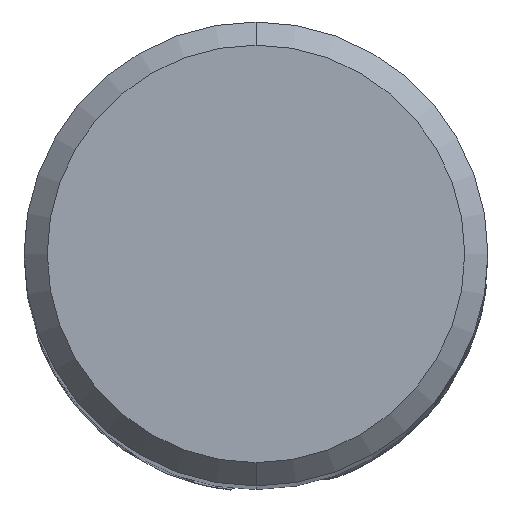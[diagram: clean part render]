
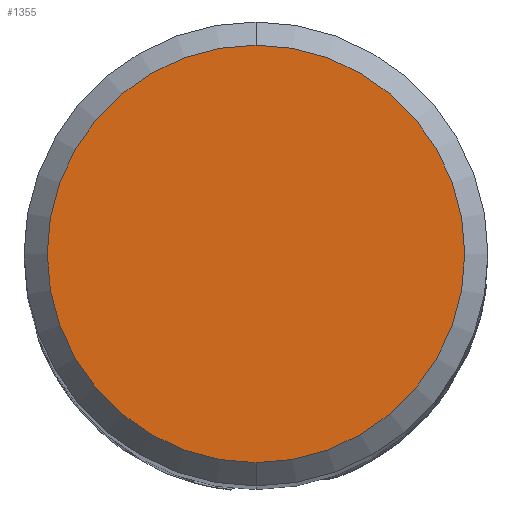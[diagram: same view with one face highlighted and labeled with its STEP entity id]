
A CAD part, top view. The second image highlights one B-rep face of the part: STEP entity #1355.
In plain terms, the highlighted planar face has unit normal (0, 0, 1).
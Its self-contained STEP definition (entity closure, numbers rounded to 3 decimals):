
#1007=EDGE_CURVE('',#1327,#1379,#2454,.T.);
#1217=EDGE_CURVE('',#1379,#1327,#2681,.T.);
#1327=VERTEX_POINT('',#2802);
#1355=ADVANCED_FACE('',(#2831),#2832,.T.);
#1379=VERTEX_POINT('',#2858);
#2454=CIRCLE('',#4852,3.6);
#2681=CIRCLE('',#5892,3.6);
#2802=CARTESIAN_POINT('',(0.,-3.6,0.0));
#2831=FACE_OUTER_BOUND('',#6648,.T.);
#2832=PLANE('',#6649);
#2858=CARTESIAN_POINT('',(0.0,3.6,0.0));
#4852=AXIS2_PLACEMENT_3D('',#12606,#12607,#12608);
#5892=AXIS2_PLACEMENT_3D('',#12824,#12825,#12826);
#6648=EDGE_LOOP('',(#12989,#12990));
#6649=AXIS2_PLACEMENT_3D('',#12991,#12992,#12993);
#12606=CARTESIAN_POINT('',(0.0,0.0,0.0));
#12607=DIRECTION('',(0.0,0.0,-1.0));
#12608=DIRECTION('',(0.0,1.0,0.0));
#12824=CARTESIAN_POINT('',(0.0,0.0,0.0));
#12825=DIRECTION('',(0.0,0.0,-1.0));
#12826=DIRECTION('',(0.0,1.0,0.0));
#12989=ORIENTED_EDGE('',*,*,#1217,.F.);
#12990=ORIENTED_EDGE('',*,*,#1007,.F.);
#12991=CARTESIAN_POINT('',(0.0,1.8,0.0));
#12992=DIRECTION('',(-0.0,0.0,1.0));
#12993=DIRECTION('',(0.0,-1.0,0.0));
